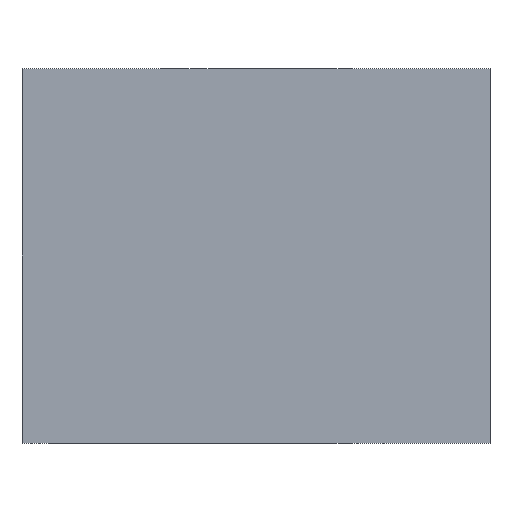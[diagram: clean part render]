
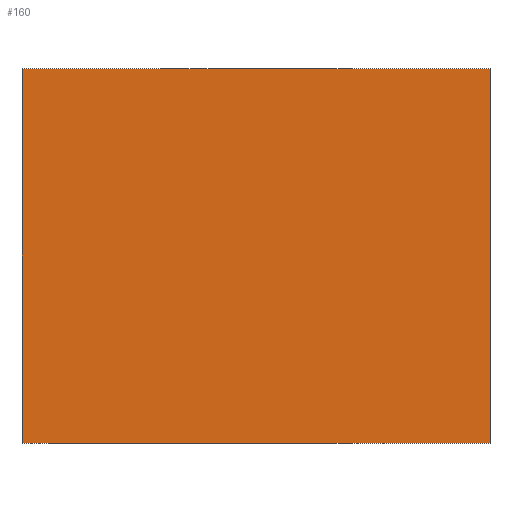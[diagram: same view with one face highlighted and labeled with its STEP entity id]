
A CAD part, front view. The second image highlights one B-rep face of the part: STEP entity #160.
In plain terms, the highlighted planar face has unit normal (0, -1, 0).
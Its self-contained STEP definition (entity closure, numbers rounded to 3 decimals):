
#8 = DIRECTION ( 'NONE',  ( 0., 1., 0. ) ) ;
#12 = EDGE_CURVE ( 'NONE', #474, #166, #285, .T. ) ;
#17 = VERTEX_POINT ( 'NONE', #327 ) ;
#39 = CARTESIAN_POINT ( 'NONE',  ( -10., 0., 8. ) ) ;
#46 = VERTEX_POINT ( 'NONE', #171 ) ;
#50 = CARTESIAN_POINT ( 'NONE',  ( -10., 0., 8. ) ) ;
#69 = VECTOR ( 'NONE', #325, 1000. ) ;
#103 = CARTESIAN_POINT ( 'NONE',  ( -10., 0., -8. ) ) ;
#114 = PLANE ( 'NONE',  #227 ) ;
#116 = LINE ( 'NONE', #253, #349 ) ;
#160 = ADVANCED_FACE ( 'NONE', ( #288 ), #114, .F. ) ;
#166 = VERTEX_POINT ( 'NONE', #103 ) ;
#171 = CARTESIAN_POINT ( 'NONE',  ( 10., 0., 8. ) ) ;
#179 = CARTESIAN_POINT ( 'NONE',  ( -10., 0., 8. ) ) ;
#186 = DIRECTION ( 'NONE',  ( 0., 0., 1. ) ) ;
#201 = VECTOR ( 'NONE', #410, 1000. ) ;
#210 = VECTOR ( 'NONE', #307, 1000. ) ;
#218 = LINE ( 'NONE', #294, #201 ) ;
#227 = AXIS2_PLACEMENT_3D ( 'NONE', #39, #8, #186 ) ;
#237 = LINE ( 'NONE', #50, #210 ) ;
#246 = EDGE_CURVE ( 'NONE', #166, #17, #218, .T. ) ;
#253 = CARTESIAN_POINT ( 'NONE',  ( 10., 0., 8. ) ) ;
#259 = DIRECTION ( 'NONE',  ( 0., 0., -1. ) ) ;
#273 = EDGE_CURVE ( 'NONE', #46, #17, #116, .T. ) ;
#285 = LINE ( 'NONE', #179, #69 ) ;
#288 = FACE_OUTER_BOUND ( 'NONE', #305, .T. ) ;
#294 = CARTESIAN_POINT ( 'NONE',  ( -10., 0., -8. ) ) ;
#305 = EDGE_LOOP ( 'NONE', ( #388, #420, #465, #401 ) ) ;
#307 = DIRECTION ( 'NONE',  ( 1., 0., 0. ) ) ;
#309 = EDGE_CURVE ( 'NONE', #474, #46, #237, .T. ) ;
#321 = CARTESIAN_POINT ( 'NONE',  ( -10., 0., 8. ) ) ;
#325 = DIRECTION ( 'NONE',  ( 0., 0., -1. ) ) ;
#327 = CARTESIAN_POINT ( 'NONE',  ( 10., 0., -8. ) ) ;
#349 = VECTOR ( 'NONE', #259, 1000. ) ;
#388 = ORIENTED_EDGE ( 'NONE', *, *, #246, .T. ) ;
#401 = ORIENTED_EDGE ( 'NONE', *, *, #12, .T. ) ;
#410 = DIRECTION ( 'NONE',  ( 1., 0., 0. ) ) ;
#420 = ORIENTED_EDGE ( 'NONE', *, *, #273, .F. ) ;
#465 = ORIENTED_EDGE ( 'NONE', *, *, #309, .F. ) ;
#474 = VERTEX_POINT ( 'NONE', #321 ) ;
